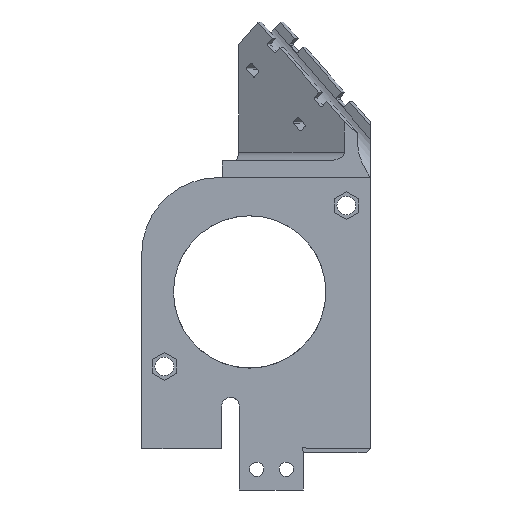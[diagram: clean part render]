
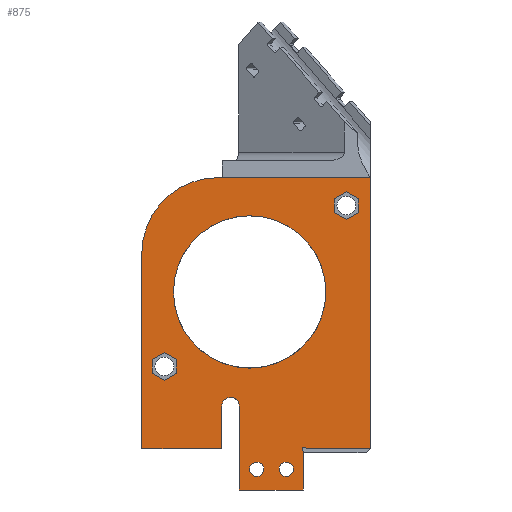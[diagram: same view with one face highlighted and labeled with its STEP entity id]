
A CAD part, left-side view. The second image highlights one B-rep face of the part: STEP entity #875.
In plain terms, the highlighted planar face has unit normal (-1, 0, 0).
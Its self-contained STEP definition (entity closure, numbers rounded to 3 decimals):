
#198 = VERTEX_POINT('',#199);
#199 = CARTESIAN_POINT('',(-5.,-4.,9.));
#205 = EDGE_CURVE('',#198,#206,#208,.T.);
#206 = VERTEX_POINT('',#207);
#207 = CARTESIAN_POINT('',(-5.,-4.,73.));
#208 = LINE('',#209,#210);
#209 = CARTESIAN_POINT('',(-5.,-4.,9.));
#210 = VECTOR('',#211,1.);
#211 = DIRECTION('',(0.,0.,1.));
#875 = ADVANCED_FACE('',(#876,#992,#1003,#1053,#1103,#1114),#1125,.T.);
#876 = FACE_BOUND('',#877,.T.);
#877 = EDGE_LOOP('',(#878,#889,#897,#905,#913,#922,#930,#938,#946,#954,
    #962,#971,#977,#978,#986));
#878 = ORIENTED_EDGE('',*,*,#879,.F.);
#879 = EDGE_CURVE('',#880,#882,#884,.T.);
#880 = VERTEX_POINT('',#881);
#881 = CARTESIAN_POINT('',(-5.,50.,55.));
#882 = VERTEX_POINT('',#883);
#883 = CARTESIAN_POINT('',(-5.,32.,73.));
#884 = CIRCLE('',#885,18.);
#885 = AXIS2_PLACEMENT_3D('',#886,#887,#888);
#886 = CARTESIAN_POINT('',(-5.,32.,55.));
#887 = DIRECTION('',(1.,0.,0.));
#888 = DIRECTION('',(0.,1.,0.));
#889 = ORIENTED_EDGE('',*,*,#890,.T.);
#890 = EDGE_CURVE('',#880,#891,#893,.T.);
#891 = VERTEX_POINT('',#892);
#892 = CARTESIAN_POINT('',(-5.,50.,9.));
#893 = LINE('',#894,#895);
#894 = CARTESIAN_POINT('',(-5.,50.,55.));
#895 = VECTOR('',#896,1.);
#896 = DIRECTION('',(0.,0.,-1.));
#897 = ORIENTED_EDGE('',*,*,#898,.T.);
#898 = EDGE_CURVE('',#891,#899,#901,.T.);
#899 = VERTEX_POINT('',#900);
#900 = CARTESIAN_POINT('',(-5.,31.1,9.));
#901 = LINE('',#902,#903);
#902 = CARTESIAN_POINT('',(-5.,50.,9.));
#903 = VECTOR('',#904,1.);
#904 = DIRECTION('',(0.,-1.,0.));
#905 = ORIENTED_EDGE('',*,*,#906,.F.);
#906 = EDGE_CURVE('',#907,#899,#909,.T.);
#907 = VERTEX_POINT('',#908);
#908 = CARTESIAN_POINT('',(-5.,31.1,19.));
#909 = LINE('',#910,#911);
#910 = CARTESIAN_POINT('',(-5.,31.1,22.138));
#911 = VECTOR('',#912,1.);
#912 = DIRECTION('',(0.,0.,-1.));
#913 = ORIENTED_EDGE('',*,*,#914,.T.);
#914 = EDGE_CURVE('',#907,#915,#917,.T.);
#915 = VERTEX_POINT('',#916);
#916 = CARTESIAN_POINT('',(-5.,26.9,19.));
#917 = CIRCLE('',#918,2.1);
#918 = AXIS2_PLACEMENT_3D('',#919,#920,#921);
#919 = CARTESIAN_POINT('',(-5.,29.,19.));
#920 = DIRECTION('',(1.,0.,0.));
#921 = DIRECTION('',(0.,1.,0.));
#922 = ORIENTED_EDGE('',*,*,#923,.F.);
#923 = EDGE_CURVE('',#924,#915,#926,.T.);
#924 = VERTEX_POINT('',#925);
#925 = CARTESIAN_POINT('',(-5.,26.9,9.));
#926 = LINE('',#927,#928);
#927 = CARTESIAN_POINT('',(-5.,26.9,27.638));
#928 = VECTOR('',#929,1.);
#929 = DIRECTION('',(0.,0.,1.));
#930 = ORIENTED_EDGE('',*,*,#931,.T.);
#931 = EDGE_CURVE('',#924,#932,#934,.T.);
#932 = VERTEX_POINT('',#933);
#933 = CARTESIAN_POINT('',(-5.,26.9,8.));
#934 = LINE('',#935,#936);
#935 = CARTESIAN_POINT('',(-5.,26.9,9.));
#936 = VECTOR('',#937,1.);
#937 = DIRECTION('',(0.,0.,-1.));
#938 = ORIENTED_EDGE('',*,*,#939,.T.);
#939 = EDGE_CURVE('',#932,#940,#942,.T.);
#940 = VERTEX_POINT('',#941);
#941 = CARTESIAN_POINT('',(-5.,26.9,-0.8));
#942 = LINE('',#943,#944);
#943 = CARTESIAN_POINT('',(-5.,26.9,9.));
#944 = VECTOR('',#945,1.);
#945 = DIRECTION('',(0.,0.,-1.));
#946 = ORIENTED_EDGE('',*,*,#947,.T.);
#947 = EDGE_CURVE('',#940,#948,#950,.T.);
#948 = VERTEX_POINT('',#949);
#949 = CARTESIAN_POINT('',(-5.,11.8,-0.8));
#950 = LINE('',#951,#952);
#951 = CARTESIAN_POINT('',(-5.,26.9,-0.8));
#952 = VECTOR('',#953,1.);
#953 = DIRECTION('',(0.,-1.,0.));
#954 = ORIENTED_EDGE('',*,*,#955,.T.);
#955 = EDGE_CURVE('',#948,#956,#958,.T.);
#956 = VERTEX_POINT('',#957);
#957 = CARTESIAN_POINT('',(-5.,11.8,8.335));
#958 = LINE('',#959,#960);
#959 = CARTESIAN_POINT('',(-5.,11.8,-0.8));
#960 = VECTOR('',#961,1.);
#961 = DIRECTION('',(0.,0.,1.));
#962 = ORIENTED_EDGE('',*,*,#963,.T.);
#963 = EDGE_CURVE('',#956,#964,#966,.T.);
#964 = VERTEX_POINT('',#965);
#965 = CARTESIAN_POINT('',(-5.,11.135,9.));
#966 = CIRCLE('',#967,0.5);
#967 = AXIS2_PLACEMENT_3D('',#968,#969,#970);
#968 = CARTESIAN_POINT('',(-5.,11.588,8.788));
#969 = DIRECTION('',(1.,0.,0.));
#970 = DIRECTION('',(0.,1.,0.));
#971 = ORIENTED_EDGE('',*,*,#972,.T.);
#972 = EDGE_CURVE('',#964,#198,#973,.T.);
#973 = LINE('',#974,#975);
#974 = CARTESIAN_POINT('',(-5.,11.135,9.));
#975 = VECTOR('',#976,1.);
#976 = DIRECTION('',(0.,-1.,0.));
#977 = ORIENTED_EDGE('',*,*,#205,.T.);
#978 = ORIENTED_EDGE('',*,*,#979,.T.);
#979 = EDGE_CURVE('',#206,#980,#982,.T.);
#980 = VERTEX_POINT('',#981);
#981 = CARTESIAN_POINT('',(-5.,31.,73.));
#982 = LINE('',#983,#984);
#983 = CARTESIAN_POINT('',(-5.,-4.,73.));
#984 = VECTOR('',#985,1.);
#985 = DIRECTION('',(0.,1.,0.));
#986 = ORIENTED_EDGE('',*,*,#987,.T.);
#987 = EDGE_CURVE('',#980,#882,#988,.T.);
#988 = LINE('',#989,#990);
#989 = CARTESIAN_POINT('',(-5.,-4.,73.));
#990 = VECTOR('',#991,1.);
#991 = DIRECTION('',(0.,1.,0.));
#992 = FACE_BOUND('',#993,.T.);
#993 = EDGE_LOOP('',(#994));
#994 = ORIENTED_EDGE('',*,*,#995,.T.);
#995 = EDGE_CURVE('',#996,#996,#998,.T.);
#996 = VERTEX_POINT('',#997);
#997 = CARTESIAN_POINT('',(-5.,42.5,46.));
#998 = CIRCLE('',#999,18.);
#999 = AXIS2_PLACEMENT_3D('',#1000,#1001,#1002);
#1000 = CARTESIAN_POINT('',(-5.,24.5,46.));
#1001 = DIRECTION('',(1.,0.,0.));
#1002 = DIRECTION('',(0.,1.,0.));
#1003 = FACE_BOUND('',#1004,.T.);
#1004 = EDGE_LOOP('',(#1005,#1015,#1023,#1031,#1039,#1047));
#1005 = ORIENTED_EDGE('',*,*,#1006,.T.);
#1006 = EDGE_CURVE('',#1007,#1009,#1011,.T.);
#1007 = VERTEX_POINT('',#1008);
#1008 = CARTESIAN_POINT('',(-5.,47.517,30.045));
#1009 = VERTEX_POINT('',#1010);
#1010 = CARTESIAN_POINT('',(-5.,44.667,31.691));
#1011 = LINE('',#1012,#1013);
#1012 = CARTESIAN_POINT('',(-5.,47.517,30.045));
#1013 = VECTOR('',#1014,1.);
#1014 = DIRECTION('',(0.,-0.866,0.5));
#1015 = ORIENTED_EDGE('',*,*,#1016,.T.);
#1016 = EDGE_CURVE('',#1009,#1017,#1019,.T.);
#1017 = VERTEX_POINT('',#1018);
#1018 = CARTESIAN_POINT('',(-5.,41.817,30.045));
#1019 = LINE('',#1020,#1021);
#1020 = CARTESIAN_POINT('',(-5.,44.667,31.691));
#1021 = VECTOR('',#1022,1.);
#1022 = DIRECTION('',(0.,-0.866,-0.5));
#1023 = ORIENTED_EDGE('',*,*,#1024,.T.);
#1024 = EDGE_CURVE('',#1017,#1025,#1027,.T.);
#1025 = VERTEX_POINT('',#1026);
#1026 = CARTESIAN_POINT('',(-5.,41.817,26.755));
#1027 = LINE('',#1028,#1029);
#1028 = CARTESIAN_POINT('',(-5.,41.817,30.045));
#1029 = VECTOR('',#1030,1.);
#1030 = DIRECTION('',(0.,0.,-1.));
#1031 = ORIENTED_EDGE('',*,*,#1032,.T.);
#1032 = EDGE_CURVE('',#1025,#1033,#1035,.T.);
#1033 = VERTEX_POINT('',#1034);
#1034 = CARTESIAN_POINT('',(-5.,44.667,25.109));
#1035 = LINE('',#1036,#1037);
#1036 = CARTESIAN_POINT('',(-5.,41.817,26.755));
#1037 = VECTOR('',#1038,1.);
#1038 = DIRECTION('',(0.,0.866,-0.5));
#1039 = ORIENTED_EDGE('',*,*,#1040,.T.);
#1040 = EDGE_CURVE('',#1033,#1041,#1043,.T.);
#1041 = VERTEX_POINT('',#1042);
#1042 = CARTESIAN_POINT('',(-5.,47.517,26.755));
#1043 = LINE('',#1044,#1045);
#1044 = CARTESIAN_POINT('',(-5.,44.667,25.109));
#1045 = VECTOR('',#1046,1.);
#1046 = DIRECTION('',(0.,0.866,0.5));
#1047 = ORIENTED_EDGE('',*,*,#1048,.T.);
#1048 = EDGE_CURVE('',#1041,#1007,#1049,.T.);
#1049 = LINE('',#1050,#1051);
#1050 = CARTESIAN_POINT('',(-5.,47.517,26.755));
#1051 = VECTOR('',#1052,1.);
#1052 = DIRECTION('',(0.,0.,1.));
#1053 = FACE_BOUND('',#1054,.T.);
#1054 = EDGE_LOOP('',(#1055,#1065,#1073,#1081,#1089,#1097));
#1055 = ORIENTED_EDGE('',*,*,#1056,.T.);
#1056 = EDGE_CURVE('',#1057,#1059,#1061,.T.);
#1057 = VERTEX_POINT('',#1058);
#1058 = CARTESIAN_POINT('',(-5.,-1.183,68.045));
#1059 = VERTEX_POINT('',#1060);
#1060 = CARTESIAN_POINT('',(-5.,-1.183,64.755));
#1061 = LINE('',#1062,#1063);
#1062 = CARTESIAN_POINT('',(-5.,-1.183,68.045));
#1063 = VECTOR('',#1064,1.);
#1064 = DIRECTION('',(0.,0.,-1.));
#1065 = ORIENTED_EDGE('',*,*,#1066,.T.);
#1066 = EDGE_CURVE('',#1059,#1067,#1069,.T.);
#1067 = VERTEX_POINT('',#1068);
#1068 = CARTESIAN_POINT('',(-5.,1.667,63.109));
#1069 = LINE('',#1070,#1071);
#1070 = CARTESIAN_POINT('',(-5.,-1.183,64.755));
#1071 = VECTOR('',#1072,1.);
#1072 = DIRECTION('',(0.,0.866,-0.5));
#1073 = ORIENTED_EDGE('',*,*,#1074,.T.);
#1074 = EDGE_CURVE('',#1067,#1075,#1077,.T.);
#1075 = VERTEX_POINT('',#1076);
#1076 = CARTESIAN_POINT('',(-5.,4.517,64.755));
#1077 = LINE('',#1078,#1079);
#1078 = CARTESIAN_POINT('',(-5.,1.667,63.109));
#1079 = VECTOR('',#1080,1.);
#1080 = DIRECTION('',(0.,0.866,0.5));
#1081 = ORIENTED_EDGE('',*,*,#1082,.T.);
#1082 = EDGE_CURVE('',#1075,#1083,#1085,.T.);
#1083 = VERTEX_POINT('',#1084);
#1084 = CARTESIAN_POINT('',(-5.,4.517,68.045));
#1085 = LINE('',#1086,#1087);
#1086 = CARTESIAN_POINT('',(-5.,4.517,64.755));
#1087 = VECTOR('',#1088,1.);
#1088 = DIRECTION('',(0.,0.,1.));
#1089 = ORIENTED_EDGE('',*,*,#1090,.T.);
#1090 = EDGE_CURVE('',#1083,#1091,#1093,.T.);
#1091 = VERTEX_POINT('',#1092);
#1092 = CARTESIAN_POINT('',(-5.,1.667,69.691));
#1093 = LINE('',#1094,#1095);
#1094 = CARTESIAN_POINT('',(-5.,4.517,68.045));
#1095 = VECTOR('',#1096,1.);
#1096 = DIRECTION('',(0.,-0.866,0.5));
#1097 = ORIENTED_EDGE('',*,*,#1098,.T.);
#1098 = EDGE_CURVE('',#1091,#1057,#1099,.T.);
#1099 = LINE('',#1100,#1101);
#1100 = CARTESIAN_POINT('',(-5.,1.667,69.691));
#1101 = VECTOR('',#1102,1.);
#1102 = DIRECTION('',(0.,-0.866,-0.5));
#1103 = FACE_BOUND('',#1104,.T.);
#1104 = EDGE_LOOP('',(#1105));
#1105 = ORIENTED_EDGE('',*,*,#1106,.T.);
#1106 = EDGE_CURVE('',#1107,#1107,#1109,.T.);
#1107 = VERTEX_POINT('',#1108);
#1108 = CARTESIAN_POINT('',(-5.,17.55,4.1));
#1109 = CIRCLE('',#1110,1.7);
#1110 = AXIS2_PLACEMENT_3D('',#1111,#1112,#1113);
#1111 = CARTESIAN_POINT('',(-5.,15.85,4.1));
#1112 = DIRECTION('',(1.,0.,0.));
#1113 = DIRECTION('',(0.,1.,0.));
#1114 = FACE_BOUND('',#1115,.T.);
#1115 = EDGE_LOOP('',(#1116));
#1116 = ORIENTED_EDGE('',*,*,#1117,.T.);
#1117 = EDGE_CURVE('',#1118,#1118,#1120,.T.);
#1118 = VERTEX_POINT('',#1119);
#1119 = CARTESIAN_POINT('',(-5.,24.55,4.1));
#1120 = CIRCLE('',#1121,1.7);
#1121 = AXIS2_PLACEMENT_3D('',#1122,#1123,#1124);
#1122 = CARTESIAN_POINT('',(-5.,22.85,4.1));
#1123 = DIRECTION('',(1.,0.,0.));
#1124 = DIRECTION('',(0.,1.,0.));
#1125 = PLANE('',#1126);
#1126 = AXIS2_PLACEMENT_3D('',#1127,#1128,#1129);
#1127 = CARTESIAN_POINT('',(-5.,21.701,36.276));
#1128 = DIRECTION('',(-1.,0.,0.));
#1129 = DIRECTION('',(0.,0.,-1.));
